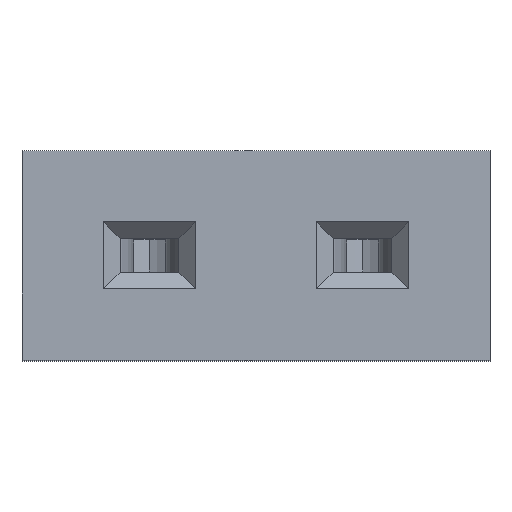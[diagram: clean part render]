
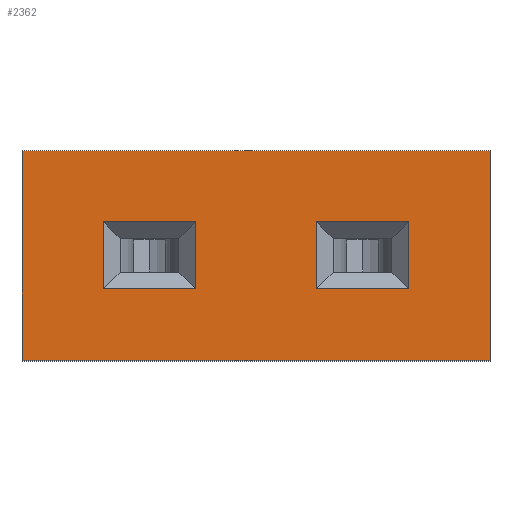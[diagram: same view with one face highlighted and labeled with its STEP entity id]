
A CAD part, top view. The second image highlights one B-rep face of the part: STEP entity #2362.
In plain terms, the highlighted planar face has unit normal (0, 0, 1).
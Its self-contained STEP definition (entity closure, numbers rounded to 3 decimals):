
#364=ORIENTED_EDGE('',*,*,#735,.T.);
#365=ORIENTED_EDGE('',*,*,#736,.F.);
#366=ORIENTED_EDGE('',*,*,#737,.F.);
#367=ORIENTED_EDGE('',*,*,#738,.T.);
#368=ORIENTED_EDGE('',*,*,#732,.T.);
#369=ORIENTED_EDGE('',*,*,#733,.T.);
#370=ORIENTED_EDGE('',*,*,#729,.T.);
#371=ORIENTED_EDGE('',*,*,#726,.T.);
#372=ORIENTED_EDGE('',*,*,#722,.T.);
#373=ORIENTED_EDGE('',*,*,#723,.T.);
#374=ORIENTED_EDGE('',*,*,#719,.T.);
#375=ORIENTED_EDGE('',*,*,#716,.T.);
#716=EDGE_CURVE('',#911,#910,#1098,.T.);
#719=EDGE_CURVE('',#912,#911,#1101,.T.);
#722=EDGE_CURVE('',#910,#913,#1104,.T.);
#723=EDGE_CURVE('',#913,#912,#1105,.T.);
#726=EDGE_CURVE('',#915,#914,#1108,.T.);
#729=EDGE_CURVE('',#916,#915,#1111,.T.);
#732=EDGE_CURVE('',#914,#917,#1114,.T.);
#733=EDGE_CURVE('',#917,#916,#1115,.T.);
#735=EDGE_CURVE('',#918,#919,#1117,.T.);
#736=EDGE_CURVE('',#920,#919,#1118,.T.);
#737=EDGE_CURVE('',#921,#920,#1119,.T.);
#738=EDGE_CURVE('',#921,#918,#1120,.T.);
#910=VERTEX_POINT('',#3334);
#911=VERTEX_POINT('',#3336);
#912=VERTEX_POINT('',#3341);
#913=VERTEX_POINT('',#3345);
#914=VERTEX_POINT('',#3352);
#915=VERTEX_POINT('',#3354);
#916=VERTEX_POINT('',#3359);
#917=VERTEX_POINT('',#3363);
#918=VERTEX_POINT('',#3370);
#919=VERTEX_POINT('',#3371);
#920=VERTEX_POINT('',#3373);
#921=VERTEX_POINT('',#3375);
#1098=LINE('',#3335,#1324);
#1101=LINE('',#3340,#1327);
#1104=LINE('',#3346,#1330);
#1105=LINE('',#3348,#1331);
#1108=LINE('',#3353,#1334);
#1111=LINE('',#3358,#1337);
#1114=LINE('',#3364,#1340);
#1115=LINE('',#3366,#1341);
#1117=LINE('',#3369,#1343);
#1118=LINE('',#3372,#1344);
#1119=LINE('',#3374,#1345);
#1120=LINE('',#3376,#1346);
#1324=VECTOR('',#2788,1000.);
#1327=VECTOR('',#2793,1000.);
#1330=VECTOR('',#2798,1000.);
#1331=VECTOR('',#2801,1000.);
#1334=VECTOR('',#2806,1000.);
#1337=VECTOR('',#2811,1000.);
#1340=VECTOR('',#2816,1000.);
#1341=VECTOR('',#2819,1000.);
#1343=VECTOR('',#2823,1000.);
#1344=VECTOR('',#2824,1000.);
#1345=VECTOR('',#2825,1000.);
#1346=VECTOR('',#2826,1000.);
#1440=EDGE_LOOP('',(#364,#365,#366,#367));
#1441=EDGE_LOOP('',(#368,#369,#370,#371));
#1442=EDGE_LOOP('',(#372,#373,#374,#375));
#1536=FACE_BOUND('',#1440,.T.);
#1537=FACE_BOUND('',#1441,.T.);
#1538=FACE_BOUND('',#1442,.T.);
#1632=PLANE('',#2469);
#2362=ADVANCED_FACE('',(#1536,#1537,#1538),#1632,.F.);
#2469=AXIS2_PLACEMENT_3D('',#3368,#2821,#2822);
#2788=DIRECTION('',(0.,-1.,0.));
#2793=DIRECTION('',(1.,0.,0.));
#2798=DIRECTION('',(-1.,0.,0.));
#2801=DIRECTION('',(0.,1.,0.));
#2806=DIRECTION('',(0.,-1.,0.));
#2811=DIRECTION('',(1.,0.,0.));
#2816=DIRECTION('',(-1.,0.,0.));
#2819=DIRECTION('',(0.,1.,0.));
#2821=DIRECTION('',(0.,0.,-1.));
#2822=DIRECTION('',(-1.,0.,0.));
#2823=DIRECTION('',(-1.,0.,0.));
#2824=DIRECTION('',(0.,1.,0.));
#2825=DIRECTION('',(-1.,0.,0.));
#2826=DIRECTION('',(0.,1.,0.));
#3334=CARTESIAN_POINT('',(1.82,-0.4,4.25));
#3335=CARTESIAN_POINT('',(1.82,-1.25,4.25));
#3336=CARTESIAN_POINT('',(1.82,0.4,4.25));
#3340=CARTESIAN_POINT('',(2.79,0.4,4.25));
#3341=CARTESIAN_POINT('',(0.72,0.4,4.25));
#3345=CARTESIAN_POINT('',(0.72,-0.4,4.25));
#3346=CARTESIAN_POINT('',(2.79,-0.4,4.25));
#3348=CARTESIAN_POINT('',(0.72,-1.25,4.25));
#3352=CARTESIAN_POINT('',(-0.72,-0.4,4.25));
#3353=CARTESIAN_POINT('',(-0.72,-1.25,4.25));
#3354=CARTESIAN_POINT('',(-0.72,0.4,4.25));
#3358=CARTESIAN_POINT('',(2.79,0.4,4.25));
#3359=CARTESIAN_POINT('',(-1.82,0.4,4.25));
#3363=CARTESIAN_POINT('',(-1.82,-0.4,4.25));
#3364=CARTESIAN_POINT('',(2.79,-0.4,4.25));
#3366=CARTESIAN_POINT('',(-1.82,-1.25,4.25));
#3368=CARTESIAN_POINT('',(2.79,-1.25,4.25));
#3369=CARTESIAN_POINT('',(2.79,1.25,4.25));
#3370=CARTESIAN_POINT('',(2.79,1.25,4.25));
#3371=CARTESIAN_POINT('',(-2.79,1.25,4.25));
#3372=CARTESIAN_POINT('',(-2.79,-1.25,4.25));
#3373=CARTESIAN_POINT('',(-2.79,-1.25,4.25));
#3374=CARTESIAN_POINT('',(2.79,-1.25,4.25));
#3375=CARTESIAN_POINT('',(2.79,-1.25,4.25));
#3376=CARTESIAN_POINT('',(2.79,-1.25,4.25));
